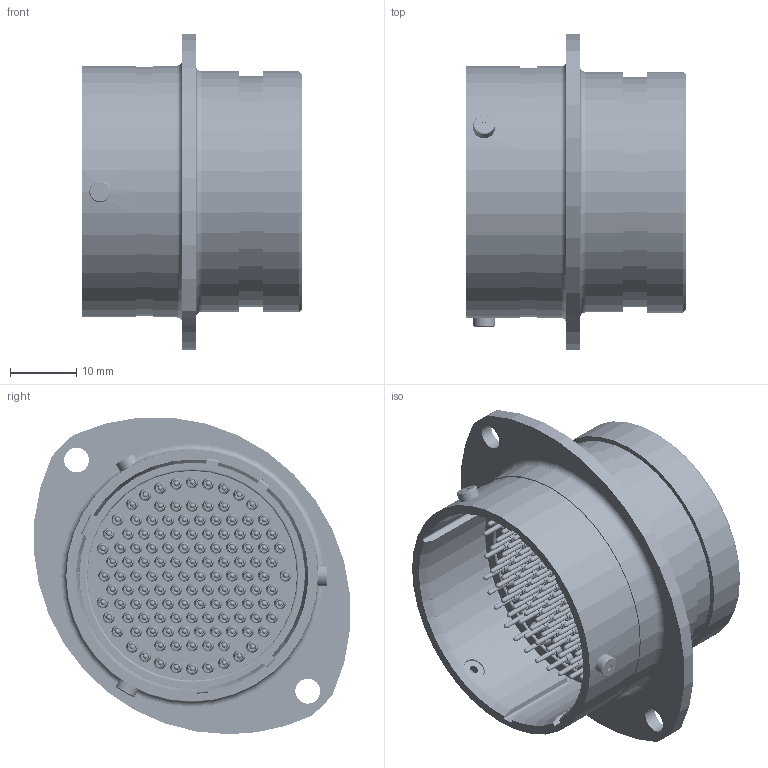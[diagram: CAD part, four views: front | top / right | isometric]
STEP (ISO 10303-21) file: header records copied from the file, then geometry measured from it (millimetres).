
FILE_DESCRIPTION (( 'STEP AP214' ), '1' );
FILE_NAME ('AS024-35PC.STEP', '2022-02-09T13:21:24', ( '' ), ( '' ), 'SwSTEP 2.0', 'SolidWorks 2020', '' );
FILE_SCHEMA (( 'AUTOMOTIVE_DESIGN' ));
Length unit declared in the file: millimetre
Products named in the file (1): AS024-35PC
Bounding box: 33.31 x 47.72 x 47.79 mm (x, y, z)
Volume: 21397.1 mm3; surface area: 24657.1 mm2
Topology: 139 solids, 139 shells, 4847 faces, 10023 edges, 5722 vertices
Faces by surface type: torus 2070, cylinder 1143, cone 1044, plane 574, sphere 16
Entity records: 184979 total; most frequent: DIRECTION 27396, CARTESIAN_POINT 20911, ORIENTED_EDGE 20014, AXIS2_PLACEMENT_3D 12583, EDGE_CURVE 10007, CIRCLE 7737, VERTEX_POINT 5716, EDGE_LOOP 5649
